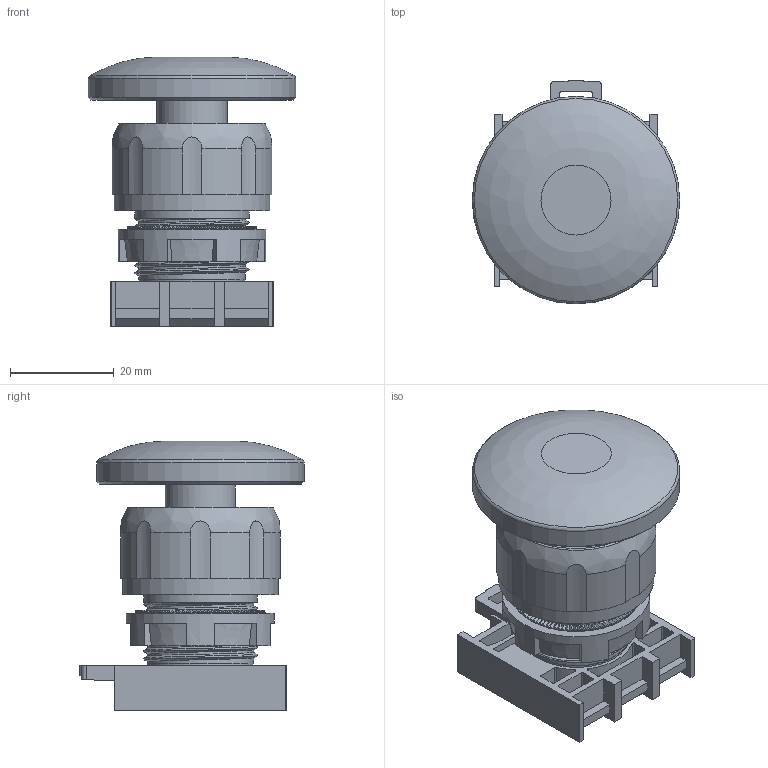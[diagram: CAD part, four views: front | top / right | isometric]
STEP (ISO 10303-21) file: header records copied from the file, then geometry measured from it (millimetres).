
FILE_DESCRIPTION(/* description */ (''),/* implementation_level */ '2;1');
FILE_NAME(/* name */ 'W22PP-MR (V2.0).stp',/* time_stamp */ '2020-07-23T18:22:27+06:00',/* author */ ('Owner'),/* organization */ (''),/* preprocessor_version */ 'ST-DEVELOPER v18',/* originating_system */ 'Autodesk Inventor 2020',/* authorisation */ '');
FILE_SCHEMA (('AUTOMOTIVE_DESIGN { 1 0 10303 214 3 1 1 }'));
Products named in the file (1): Part8
Bounding box: 40 x 43.2 x 51.99 mm (x, y, z)
Volume: 25883.9 mm3; surface area: 24600.7 mm2
Topology: 2 solids, 6 shells, 1271 faces, 3380 edges, 2135 vertices
Faces by surface type: plane 891, cylinder 208, bspline 93, cone 49, torus 22, sphere 8
Full cylindrical faces by diameter (mm): 3 x1, 4.366 x1, 6 x1, 11.207 x1, 12.807 x1, 13.5 x1, 13.8 x2, 14.478 x3, 15.1 x1, 15.6 x1, 16.069 x1, 17.8 x1, 18.669 x1, 19.05 x2, 19.25 x1, 20.3 x1, 22.2 x1, 22.35 x3, 22.5 x1, 23.14 x1, 24 x1, 24.95 x1, 25.6 x3, 27.3 x2, 28.5 x1, 30 x1, 36 x1, 40 x1
Entity records: 51315 total; most frequent: CARTESIAN_POINT 18509, ORIENTED_EDGE 6752, DIRECTION 6329, EDGE_CURVE 3376, LINE 2185, VECTOR 2185, VERTEX_POINT 2135, AXIS2_PLACEMENT_3D 2072
